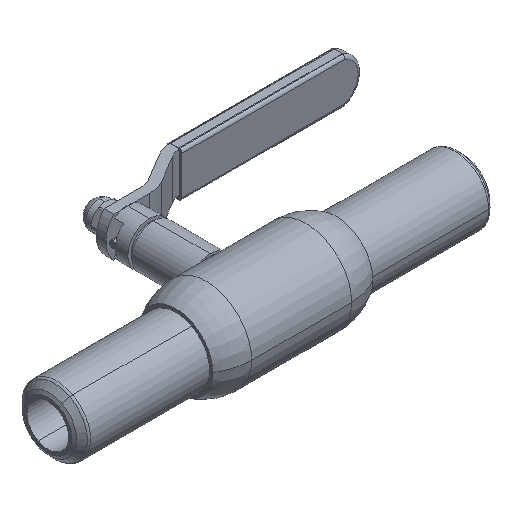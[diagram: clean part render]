
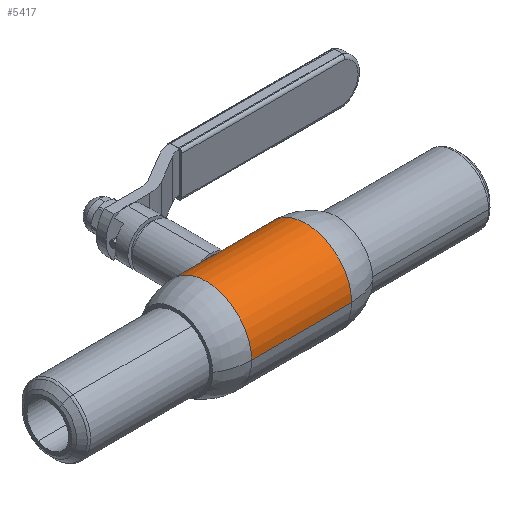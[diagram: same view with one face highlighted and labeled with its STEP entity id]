
A CAD part, isometric view. The second image highlights one B-rep face of the part: STEP entity #5417.
In plain terms, the highlighted cylindrical face has radius 28.5 mm (diameter 57 mm), a partial arc.
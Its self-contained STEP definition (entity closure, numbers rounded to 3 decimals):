
#124 = CARTESIAN_POINT ( 'NONE',  ( 9.53, 27.548, 7.333 ) ) ;
#208 = VERTEX_POINT ( 'NONE', #726 ) ;
#416 = AXIS2_PLACEMENT_3D ( 'NONE', #7439, #3706, #4618 ) ;
#555 = CARTESIAN_POINT ( 'NONE',  ( 0.395, 25.851, 12. ) ) ;
#602 = AXIS2_PLACEMENT_3D ( 'NONE', #2748, #1415, #4901 ) ;
#614 = CARTESIAN_POINT ( 'NONE',  ( 0., 28.5, 0. ) ) ;
#658 = EDGE_CURVE ( 'NONE', #2514, #208, #2262, .T. ) ;
#704 = CARTESIAN_POINT ( 'NONE',  ( -3.896, 26.133, 11.377 ) ) ;
#705 = VERTEX_POINT ( 'NONE', #8815 ) ;
#726 = CARTESIAN_POINT ( 'NONE',  ( 31.194, 28.5, 0. ) ) ;
#751 = CARTESIAN_POINT ( 'NONE',  ( -1.972, 25.923, 11.844 ) ) ;
#792 = DIRECTION ( 'NONE',  ( -1., 0., 0. ) ) ;
#798 = CARTESIAN_POINT ( 'NONE',  ( -5.328, 26.392, 10.759 ) ) ;
#843 = CARTESIAN_POINT ( 'NONE',  ( 0.791, 25.86, 11.981 ) ) ;
#1277 = CARTESIAN_POINT ( 'NONE',  ( -11.9, 28.458, 1.593 ) ) ;
#1324 = CARTESIAN_POINT ( 'NONE',  ( -9.742, 27.624, 7.018 ) ) ;
#1415 = DIRECTION ( 'NONE',  ( -1., 0., 0. ) ) ;
#1469 = CARTESIAN_POINT ( 'NONE',  ( -12., 28.5, 0.397 ) ) ;
#1930 = ORIENTED_EDGE ( 'NONE', *, *, #8529, .F. ) ;
#2044 = CARTESIAN_POINT ( 'NONE',  ( -11.223, 28.181, 4.267 ) ) ;
#2092 = CARTESIAN_POINT ( 'NONE',  ( -9.509, 27.543, 7.33 ) ) ;
#2147 = CARTESIAN_POINT ( 'NONE',  ( -0.79, 25.86, 11.981 ) ) ;
#2185 = CARTESIAN_POINT ( 'NONE',  ( 7.322, 26.866, 9.515 ) ) ;
#2262 = CIRCLE ( 'NONE', #416, 28.5 ) ;
#2285 = CARTESIAN_POINT ( 'NONE',  ( 10.381, 27.856, 6.033 ) ) ;
#2330 = CARTESIAN_POINT ( 'NONE',  ( 11.98, 28.492, 0.792 ) ) ;
#2365 = B_SPLINE_CURVE_WITH_KNOTS ( 'NONE', 3,
 ( #7098, #555, #843, #3795, #6531, #2941, #3702, #6575, #3752, #6671, #5149, #8761, #2185, #9433, #8050, #5053, #124, #3042, #2285, #4427, #8860, #7234, #5767, #7963, #5909, #2330, #8811, #5195 ),
 .UNSPECIFIED., .F., .F.,
 ( 4, 2, 2, 2, 2, 2, 2, 2, 2, 2, 2, 2, 2, 4 ),
 ( 0.038, 0.039, 0.04, 0.043, 0.044, 0.045, 0.046, 0.047, 0.05, 0.051, 0.052, 0.055, 0.056, 0.057 ),
 .UNSPECIFIED. ) ;
#2514 = VERTEX_POINT ( 'NONE', #5559 ) ;
#2516 = DIRECTION ( 'NONE',  ( -1., 0., 0. ) ) ;
#2748 = CARTESIAN_POINT ( 'NONE',  ( 0., 0., 0. ) ) ;
#2941 = CARTESIAN_POINT ( 'NONE',  ( 3.147, 26.03, 11.607 ) ) ;
#2982 = ORIENTED_EDGE ( 'NONE', *, *, #3950, .F. ) ;
#3042 = CARTESIAN_POINT ( 'NONE',  ( 10.179, 27.782, 6.367 ) ) ;
#3083 = ORIENTED_EDGE ( 'NONE', *, *, #5532, .F. ) ;
#3283 = CARTESIAN_POINT ( 'NONE',  ( 0., 28.5, 0. ) ) ;
#3336 = VECTOR ( 'NONE', #4246, 1000. ) ;
#3523 = CARTESIAN_POINT ( 'NONE',  ( -4.976, 26.323, 10.927 ) ) ;
#3569 = CARTESIAN_POINT ( 'NONE',  ( -3.147, 26.03, 11.608 ) ) ;
#3663 = CARTESIAN_POINT ( 'NONE',  ( -1.578, 25.896, 11.902 ) ) ;
#3702 = CARTESIAN_POINT ( 'NONE',  ( 3.897, 26.133, 11.377 ) ) ;
#3706 = DIRECTION ( 'NONE',  ( -1., 0., 0. ) ) ;
#3752 = CARTESIAN_POINT ( 'NONE',  ( 5.344, 26.395, 10.751 ) ) ;
#3795 = CARTESIAN_POINT ( 'NONE',  ( 1.583, 25.896, 11.902 ) ) ;
#3950 = EDGE_CURVE ( 'NONE', #2514, #8525, #8017, .T. ) ;
#4246 = DIRECTION ( 'NONE',  ( -1., 0., 0. ) ) ;
#4377 = CARTESIAN_POINT ( 'NONE',  ( -11.685, 28.369, 2.759 ) ) ;
#4427 = CARTESIAN_POINT ( 'NONE',  ( 10.754, 27.998, 5.34 ) ) ;
#4524 = DIRECTION ( 'NONE',  ( 0., -1., 0. ) ) ;
#4618 = DIRECTION ( 'NONE',  ( 0., -1., 0. ) ) ;
#4901 = DIRECTION ( 'NONE',  ( 0., -1., 0. ) ) ;
#5004 = CARTESIAN_POINT ( 'NONE',  ( -9.011, 27.375, 7.934 ) ) ;
#5053 = CARTESIAN_POINT ( 'NONE',  ( 9.039, 27.38, 7.931 ) ) ;
#5090 = VERTEX_POINT ( 'NONE', #6370 ) ;
#5117 = EDGE_CURVE ( 'NONE', #208, #705, #7060, .T. ) ;
#5149 = CARTESIAN_POINT ( 'NONE',  ( 6.367, 26.621, 10.179 ) ) ;
#5195 = CARTESIAN_POINT ( 'NONE',  ( 12., 28.5, 0. ) ) ;
#5417 = ADVANCED_FACE ( 'NONE', ( #5668 ), #8661, .T. ) ;
#5430 = B_SPLINE_CURVE_WITH_KNOTS ( 'NONE', 3,
 ( #8007, #1469, #8571, #1277, #6438, #4377, #8524, #9276, #2044, #8618, #7864, #1324, #2092, #5004, #8059, #7875, #6492, #6447, #7297, #798, #3523, #704, #3569, #751, #3663, #2147, #5774, #8629 ),
 .UNSPECIFIED., .F., .F.,
 ( 4, 2, 2, 2, 2, 2, 2, 2, 2, 2, 2, 2, 2, 4 ),
 ( 0.019, 0.02, 0.021, 0.023, 0.024, 0.026, 0.027, 0.028, 0.031, 0.032, 0.033, 0.036, 0.037, 0.038 ),
 .UNSPECIFIED. ) ;
#5518 = VERTEX_POINT ( 'NONE', #5712 ) ;
#5532 = EDGE_CURVE ( 'NONE', #5090, #6146, #5430, .T. ) ;
#5559 = CARTESIAN_POINT ( 'NONE',  ( 31.194, -28.5, 0. ) ) ;
#5659 = CIRCLE ( 'NONE', #9301, 28.5 ) ;
#5668 = FACE_OUTER_BOUND ( 'NONE', #5677, .T. ) ;
#5677 = EDGE_LOOP ( 'NONE', ( #8075, #6477, #1930, #3083, #5821, #9381, #2982 ) ) ;
#5712 = CARTESIAN_POINT ( 'NONE',  ( -31.194, 28.5, 0. ) ) ;
#5767 = CARTESIAN_POINT ( 'NONE',  ( 11.607, 28.336, 3.147 ) ) ;
#5774 = CARTESIAN_POINT ( 'NONE',  ( -0.395, 25.851, 12. ) ) ;
#5821 = ORIENTED_EDGE ( 'NONE', *, *, #8295, .T. ) ;
#5909 = CARTESIAN_POINT ( 'NONE',  ( 11.901, 28.459, 1.587 ) ) ;
#6146 = VERTEX_POINT ( 'NONE', #8745 ) ;
#6370 = CARTESIAN_POINT ( 'NONE',  ( -12., 28.5, 0. ) ) ;
#6399 = CARTESIAN_POINT ( 'NONE',  ( -31.194, -28.5, 0. ) ) ;
#6438 = CARTESIAN_POINT ( 'NONE',  ( -11.841, 28.433, 1.985 ) ) ;
#6447 = CARTESIAN_POINT ( 'NONE',  ( -6.356, 26.619, 10.186 ) ) ;
#6477 = ORIENTED_EDGE ( 'NONE', *, *, #5117, .T. ) ;
#6492 = CARTESIAN_POINT ( 'NONE',  ( -7.328, 26.862, 9.535 ) ) ;
#6531 = CARTESIAN_POINT ( 'NONE',  ( 1.981, 25.923, 11.842 ) ) ;
#6575 = CARTESIAN_POINT ( 'NONE',  ( 4.986, 26.325, 10.922 ) ) ;
#6634 = DIRECTION ( 'NONE',  ( -1., 0., 0. ) ) ;
#6671 = CARTESIAN_POINT ( 'NONE',  ( 6.034, 26.543, 10.38 ) ) ;
#7060 = LINE ( 'NONE', #614, #3336 ) ;
#7098 = CARTESIAN_POINT ( 'NONE',  ( 0., 25.851, 12. ) ) ;
#7234 = CARTESIAN_POINT ( 'NONE',  ( 11.377, 28.242, 3.896 ) ) ;
#7297 = CARTESIAN_POINT ( 'NONE',  ( -6.018, 26.54, 10.389 ) ) ;
#7439 = CARTESIAN_POINT ( 'NONE',  ( 31.194, 0., 0. ) ) ;
#7530 = LINE ( 'NONE', #3283, #8689 ) ;
#7864 = CARTESIAN_POINT ( 'NONE',  ( -10.393, 27.858, 6.049 ) ) ;
#7875 = CARTESIAN_POINT ( 'NONE',  ( -7.925, 27.033, 9.044 ) ) ;
#7963 = CARTESIAN_POINT ( 'NONE',  ( 11.842, 28.434, 1.984 ) ) ;
#8007 = CARTESIAN_POINT ( 'NONE',  ( -12., 28.5, 0. ) ) ;
#8017 = LINE ( 'NONE', #8280, #9078 ) ;
#8050 = CARTESIAN_POINT ( 'NONE',  ( 8.212, 27.122, 8.758 ) ) ;
#8059 = CARTESIAN_POINT ( 'NONE',  ( -8.748, 27.289, 8.223 ) ) ;
#8075 = ORIENTED_EDGE ( 'NONE', *, *, #658, .T. ) ;
#8142 = CARTESIAN_POINT ( 'NONE',  ( -31.194, 0., 0. ) ) ;
#8280 = CARTESIAN_POINT ( 'NONE',  ( 0., -28.5, 0. ) ) ;
#8295 = EDGE_CURVE ( 'NONE', #5090, #5518, #7530, .T. ) ;
#8524 = CARTESIAN_POINT ( 'NONE',  ( -11.588, 28.329, 3.141 ) ) ;
#8525 = VERTEX_POINT ( 'NONE', #6399 ) ;
#8529 = EDGE_CURVE ( 'NONE', #6146, #705, #2365, .T. ) ;
#8553 = EDGE_CURVE ( 'NONE', #8525, #5518, #5659, .T. ) ;
#8571 = CARTESIAN_POINT ( 'NONE',  ( -11.98, 28.492, 0.798 ) ) ;
#8618 = CARTESIAN_POINT ( 'NONE',  ( -10.764, 28.001, 5.363 ) ) ;
#8629 = CARTESIAN_POINT ( 'NONE',  ( 0., 25.851, 12. ) ) ;
#8661 = CYLINDRICAL_SURFACE ( 'NONE', #602, 28.5 ) ;
#8689 = VECTOR ( 'NONE', #2516, 1000. ) ;
#8745 = CARTESIAN_POINT ( 'NONE',  ( 0., 25.851, 12. ) ) ;
#8761 = CARTESIAN_POINT ( 'NONE',  ( 7.011, 26.783, 9.747 ) ) ;
#8811 = CARTESIAN_POINT ( 'NONE',  ( 12., 28.5, 0.396 ) ) ;
#8815 = CARTESIAN_POINT ( 'NONE',  ( 12., 28.5, 0. ) ) ;
#8860 = CARTESIAN_POINT ( 'NONE',  ( 10.924, 28.064, 4.982 ) ) ;
#9078 = VECTOR ( 'NONE', #6634, 1000. ) ;
#9276 = CARTESIAN_POINT ( 'NONE',  ( -11.357, 28.235, 3.894 ) ) ;
#9301 = AXIS2_PLACEMENT_3D ( 'NONE', #8142, #792, #4524 ) ;
#9381 = ORIENTED_EDGE ( 'NONE', *, *, #8553, .F. ) ;
#9433 = CARTESIAN_POINT ( 'NONE',  ( 7.922, 27.036, 9.022 ) ) ;
